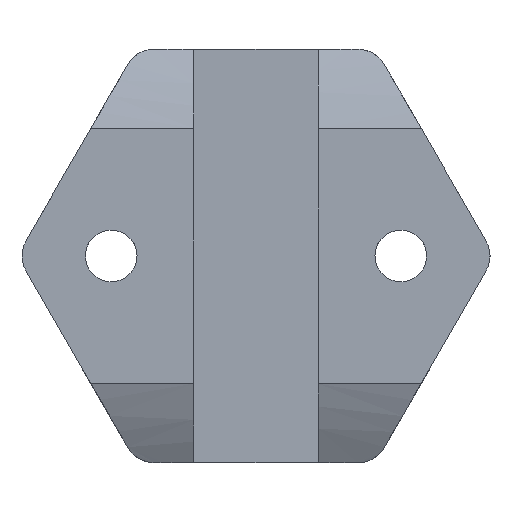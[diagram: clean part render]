
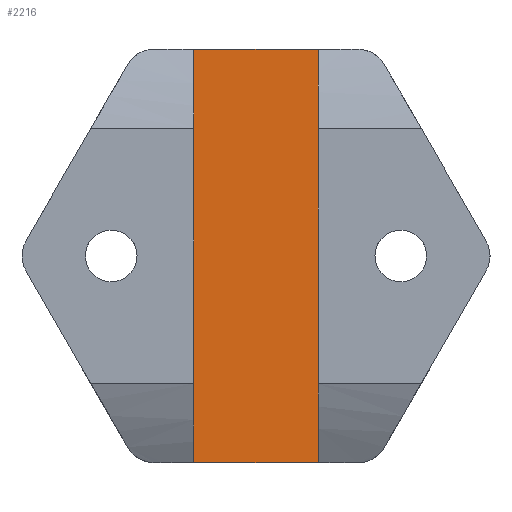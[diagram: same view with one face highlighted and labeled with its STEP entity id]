
A CAD part, top view. The second image highlights one B-rep face of the part: STEP entity #2216.
In plain terms, the highlighted planar face has unit normal (0, 0, 1).
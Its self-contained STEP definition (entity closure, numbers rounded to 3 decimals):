
#274 = PLANE('',#275);
#275 = AXIS2_PLACEMENT_3D('',#276,#277,#278);
#276 = CARTESIAN_POINT('',(5.774,10.,0.));
#277 = DIRECTION('',(0.,-1.,0.));
#278 = DIRECTION('',(-1.,0.,0.));
#453 = PLANE('',#454);
#454 = AXIS2_PLACEMENT_3D('',#455,#456,#457);
#455 = CARTESIAN_POINT('',(-5.774,-10.,0.));
#456 = DIRECTION('',(0.,1.,0.));
#457 = DIRECTION('',(1.,0.,0.));
#632 = PLANE('',#633);
#633 = AXIS2_PLACEMENT_3D('',#634,#635,#636);
#634 = CARTESIAN_POINT('',(3.,-13.,2.));
#635 = DIRECTION('',(-1.,0.,0.));
#636 = DIRECTION('',(0.,1.,0.));
#1135 = VERTEX_POINT('',#1136);
#1136 = CARTESIAN_POINT('',(3.,10.,2.));
#1157 = EDGE_CURVE('',#1135,#1158,#1160,.T.);
#1158 = VERTEX_POINT('',#1159);
#1159 = CARTESIAN_POINT('',(-3.,10.,2.));
#1160 = SURFACE_CURVE('',#1161,(#1165,#1172),.PCURVE_S1.);
#1161 = LINE('',#1162,#1163);
#1162 = CARTESIAN_POINT('',(2.887,10.,2.));
#1163 = VECTOR('',#1164,1.);
#1164 = DIRECTION('',(-1.,0.,0.));
#1165 = PCURVE('',#274,#1166);
#1166 = DEFINITIONAL_REPRESENTATION('',(#1167),#1171);
#1167 = LINE('',#1168,#1169);
#1168 = CARTESIAN_POINT('',(2.887,-2.));
#1169 = VECTOR('',#1170,1.);
#1170 = DIRECTION('',(1.,0.));
#1171 = ( GEOMETRIC_REPRESENTATION_CONTEXT(2) 
PARAMETRIC_REPRESENTATION_CONTEXT() REPRESENTATION_CONTEXT('2D SPACE',''
  ) );
#1172 = PCURVE('',#1173,#1178);
#1173 = PLANE('',#1174);
#1174 = AXIS2_PLACEMENT_3D('',#1175,#1176,#1177);
#1175 = CARTESIAN_POINT('',(0.,3.5,2.));
#1176 = DIRECTION('',(0.,0.,1.));
#1177 = DIRECTION('',(1.,0.,0.));
#1178 = DEFINITIONAL_REPRESENTATION('',(#1179),#1183);
#1179 = LINE('',#1180,#1181);
#1180 = CARTESIAN_POINT('',(2.887,6.5));
#1181 = VECTOR('',#1182,1.);
#1182 = DIRECTION('',(-1.,0.));
#1183 = ( GEOMETRIC_REPRESENTATION_CONTEXT(2) 
PARAMETRIC_REPRESENTATION_CONTEXT() REPRESENTATION_CONTEXT('2D SPACE',''
  ) );
#1201 = PLANE('',#1202);
#1202 = AXIS2_PLACEMENT_3D('',#1203,#1204,#1205);
#1203 = CARTESIAN_POINT('',(-3.,20.,2.));
#1204 = DIRECTION('',(1.,0.,0.));
#1205 = DIRECTION('',(0.,-1.,0.));
#1871 = VERTEX_POINT('',#1872);
#1872 = CARTESIAN_POINT('',(-3.,-10.,2.));
#1893 = EDGE_CURVE('',#1871,#1894,#1896,.T.);
#1894 = VERTEX_POINT('',#1895);
#1895 = CARTESIAN_POINT('',(3.,-10.,2.));
#1896 = SURFACE_CURVE('',#1897,(#1901,#1908),.PCURVE_S1.);
#1897 = LINE('',#1898,#1899);
#1898 = CARTESIAN_POINT('',(-2.887,-10.,2.));
#1899 = VECTOR('',#1900,1.);
#1900 = DIRECTION('',(1.,0.,0.));
#1901 = PCURVE('',#453,#1902);
#1902 = DEFINITIONAL_REPRESENTATION('',(#1903),#1907);
#1903 = LINE('',#1904,#1905);
#1904 = CARTESIAN_POINT('',(2.887,-2.));
#1905 = VECTOR('',#1906,1.);
#1906 = DIRECTION('',(1.,0.));
#1907 = ( GEOMETRIC_REPRESENTATION_CONTEXT(2) 
PARAMETRIC_REPRESENTATION_CONTEXT() REPRESENTATION_CONTEXT('2D SPACE',''
  ) );
#1908 = PCURVE('',#1173,#1909);
#1909 = DEFINITIONAL_REPRESENTATION('',(#1910),#1914);
#1910 = LINE('',#1911,#1912);
#1911 = CARTESIAN_POINT('',(-2.887,-13.5));
#1912 = VECTOR('',#1913,1.);
#1913 = DIRECTION('',(1.,0.));
#1914 = ( GEOMETRIC_REPRESENTATION_CONTEXT(2) 
PARAMETRIC_REPRESENTATION_CONTEXT() REPRESENTATION_CONTEXT('2D SPACE',''
  ) );
#2023 = EDGE_CURVE('',#1894,#1135,#2024,.T.);
#2024 = SURFACE_CURVE('',#2025,(#2029,#2036),.PCURVE_S1.);
#2025 = LINE('',#2026,#2027);
#2026 = CARTESIAN_POINT('',(3.,-13.,2.));
#2027 = VECTOR('',#2028,1.);
#2028 = DIRECTION('',(0.,1.,0.));
#2029 = PCURVE('',#632,#2030);
#2030 = DEFINITIONAL_REPRESENTATION('',(#2031),#2035);
#2031 = LINE('',#2032,#2033);
#2032 = CARTESIAN_POINT('',(0.,0.));
#2033 = VECTOR('',#2034,1.);
#2034 = DIRECTION('',(1.,0.));
#2035 = ( GEOMETRIC_REPRESENTATION_CONTEXT(2) 
PARAMETRIC_REPRESENTATION_CONTEXT() REPRESENTATION_CONTEXT('2D SPACE',''
  ) );
#2036 = PCURVE('',#1173,#2037);
#2037 = DEFINITIONAL_REPRESENTATION('',(#2038),#2042);
#2038 = LINE('',#2039,#2040);
#2039 = CARTESIAN_POINT('',(3.,-16.5));
#2040 = VECTOR('',#2041,1.);
#2041 = DIRECTION('',(0.,1.));
#2042 = ( GEOMETRIC_REPRESENTATION_CONTEXT(2) 
PARAMETRIC_REPRESENTATION_CONTEXT() REPRESENTATION_CONTEXT('2D SPACE',''
  ) );
#2142 = EDGE_CURVE('',#1158,#1871,#2143,.T.);
#2143 = SURFACE_CURVE('',#2144,(#2148,#2155),.PCURVE_S1.);
#2144 = LINE('',#2145,#2146);
#2145 = CARTESIAN_POINT('',(-3.,20.,2.));
#2146 = VECTOR('',#2147,1.);
#2147 = DIRECTION('',(0.,-1.,0.));
#2148 = PCURVE('',#1201,#2149);
#2149 = DEFINITIONAL_REPRESENTATION('',(#2150),#2154);
#2150 = LINE('',#2151,#2152);
#2151 = CARTESIAN_POINT('',(0.,0.));
#2152 = VECTOR('',#2153,1.);
#2153 = DIRECTION('',(1.,0.));
#2154 = ( GEOMETRIC_REPRESENTATION_CONTEXT(2) 
PARAMETRIC_REPRESENTATION_CONTEXT() REPRESENTATION_CONTEXT('2D SPACE',''
  ) );
#2155 = PCURVE('',#1173,#2156);
#2156 = DEFINITIONAL_REPRESENTATION('',(#2157),#2161);
#2157 = LINE('',#2158,#2159);
#2158 = CARTESIAN_POINT('',(-3.,16.5));
#2159 = VECTOR('',#2160,1.);
#2160 = DIRECTION('',(0.,-1.));
#2161 = ( GEOMETRIC_REPRESENTATION_CONTEXT(2) 
PARAMETRIC_REPRESENTATION_CONTEXT() REPRESENTATION_CONTEXT('2D SPACE',''
  ) );
#2216 = ADVANCED_FACE('',(#2217),#1173,.T.);
#2217 = FACE_BOUND('',#2218,.T.);
#2218 = EDGE_LOOP('',(#2219,#2220,#2221,#2222));
#2219 = ORIENTED_EDGE('',*,*,#2142,.T.);
#2220 = ORIENTED_EDGE('',*,*,#1893,.T.);
#2221 = ORIENTED_EDGE('',*,*,#2023,.T.);
#2222 = ORIENTED_EDGE('',*,*,#1157,.T.);
